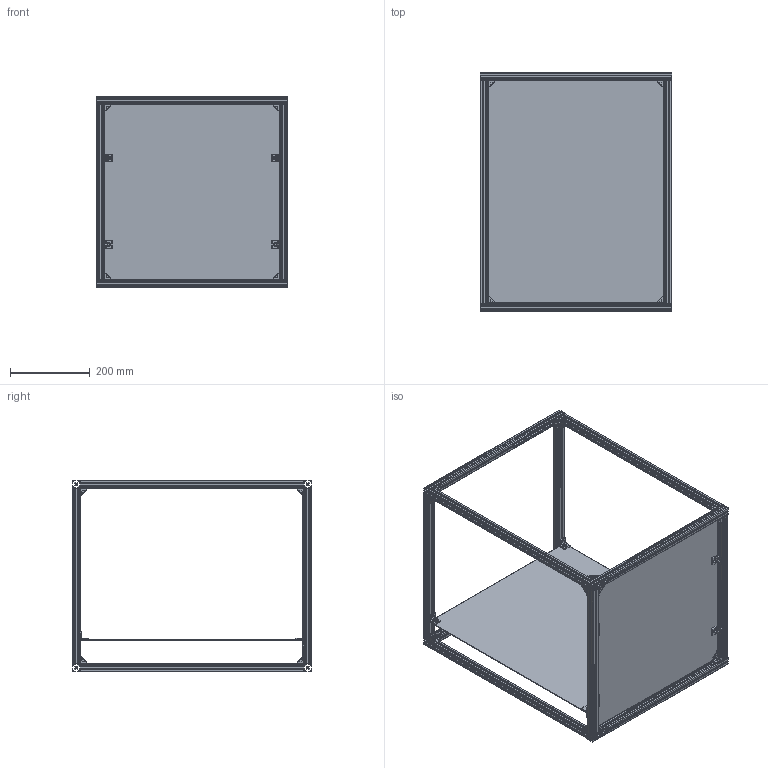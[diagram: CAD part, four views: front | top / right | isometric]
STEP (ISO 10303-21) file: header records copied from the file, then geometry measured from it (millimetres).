
FILE_DESCRIPTION(/* description */ (''),/* implementation_level */ '2;1');
FILE_NAME(/* name */ 'Assembly Ramme.stp',/* time_stamp */ '2025-04-21T17:13:14+02:00',/* author */ ('roone'),/* organization */ (''),/* preprocessor_version */ 'ST-DEVELOPER v20',/* originating_system */ 'Autodesk Inventor 2025',/* authorisation */ '');
FILE_SCHEMA (('AUTOMOTIVE_DESIGN { 1 0 10303 214 3 1 1 }'));
Products named in the file (8): Assembly Ramme; Item Profile 20x20x560; Item Profile 20x20x480_480; Item Profile 20x20x440; CornerBracket; Gulv; Anglebracket-2; Bakvegg
Assembly tree (46 placements, depth 2):
  Assembly Ramme
    Item Profile 20x20x440  x4
    Item Profile 20x20x480_480  x4
    Item Profile 20x20x560  x4
    CornerBracket  x24
    Gulv
    Anglebracket-2  x8
    Bakvegg
Bounding box: 480 x 600 x 480 mm (x, y, z)
Volume: 2292977.9 mm3; surface area: 2024820.9 mm2
Topology: 46 solids, 46 shells, 1876 faces, 5136 edges, 3408 vertices
Faces by surface type: plane 1164, cylinder 696, cone 16
Full cylindrical faces by diameter (mm): 3.3 x48, 4.3 x8, 5.3 x48, 5.7 x16
Entity records: 9023 total; most frequent: CARTESIAN_POINT 1577, DIRECTION 1527, ORIENTED_EDGE 1452, EDGE_CURVE 726, LINE 535, VECTOR 535, AXIS2_PLACEMENT_3D 496, VERTEX_POINT 482
